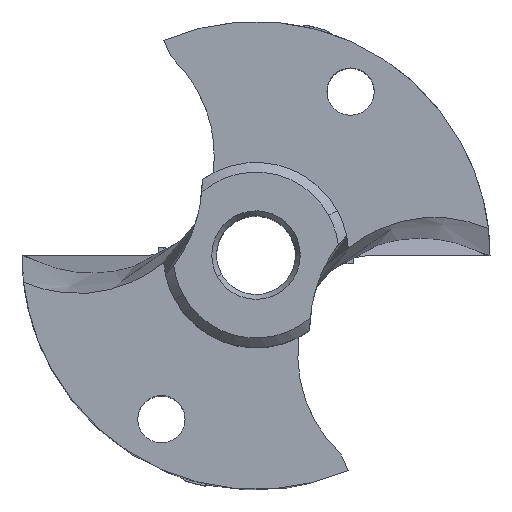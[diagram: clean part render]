
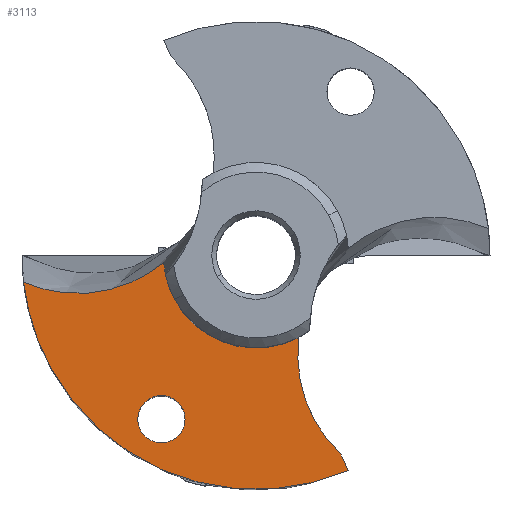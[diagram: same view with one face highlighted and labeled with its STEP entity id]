
A CAD part, top view. The second image highlights one B-rep face of the part: STEP entity #3113.
In plain terms, the highlighted planar face has unit normal (0, 0, 1).
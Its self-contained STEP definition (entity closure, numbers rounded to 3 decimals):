
#281=AXIS2_PLACEMENT_3D('Circle Axis2P3D',#279,#280,$) ;
#833=AXIS2_PLACEMENT_3D('Circle Axis2P3D',#831,#832,$) ;
#852=AXIS2_PLACEMENT_3D('Circle Axis2P3D',#850,#851,$) ;
#1307=AXIS2_PLACEMENT_3D('Circle Axis2P3D',#1305,#1306,$) ;
#1767=AXIS2_PLACEMENT_3D('Plane Axis2P3D',#1764,#1765,#1766) ;
#2932=AXIS2_PLACEMENT_3D('Circle Axis2P3D',#2930,#2931,$) ;
#3097=AXIS2_PLACEMENT_3D('Circle Axis2P3D',#3095,#3096,$) ;
#276=CARTESIAN_POINT('Vertex',(-21.281,-11.626,0.)) ;
#279=CARTESIAN_POINT('Axis2P3D Location',(0.,0.,0.)) ;
#283=CARTESIAN_POINT('Vertex',(-24.091,-2.77,0.)) ;
#458=CARTESIAN_POINT('Vertex',(8.781,-20.577,0.)) ;
#462=CARTESIAN_POINT('Control Point',(8.781,-20.577,0.)) ;
#463=CARTESIAN_POINT('Control Point',(8.94,-20.917,0.)) ;
#464=CARTESIAN_POINT('Control Point',(9.098,-21.258,0.)) ;
#465=CARTESIAN_POINT('Control Point',(9.257,-21.598,0.)) ;
#466=CARTESIAN_POINT('Control Point',(9.416,-21.939,0.)) ;
#467=CARTESIAN_POINT('Control Point',(9.575,-22.28,0.)) ;
#468=CARTESIAN_POINT('Vertex',(9.575,-22.28,0.)) ;
#623=CARTESIAN_POINT('Control Point',(-24.091,-2.77,0.)) ;
#624=CARTESIAN_POINT('Control Point',(-21.389,-3.958,0.)) ;
#625=CARTESIAN_POINT('Control Point',(-18.233,-4.492,0.)) ;
#626=CARTESIAN_POINT('Control Point',(-14.895,-4.045,0.)) ;
#627=CARTESIAN_POINT('Control Point',(-11.94,-2.681,0.)) ;
#628=CARTESIAN_POINT('Control Point',(-9.571,-0.742,0.)) ;
#629=CARTESIAN_POINT('Vertex',(-9.571,-0.742,0.)) ;
#828=CARTESIAN_POINT('Vertex',(-9.8,-14.524,0.)) ;
#831=CARTESIAN_POINT('Axis2P3D Location',(-9.8,-16.974,0.)) ;
#835=CARTESIAN_POINT('Vertex',(-9.8,-19.424,0.)) ;
#850=CARTESIAN_POINT('Axis2P3D Location',(-9.8,-16.974,0.)) ;
#964=CARTESIAN_POINT('Vertex',(4.447,-8.508,0.)) ;
#968=CARTESIAN_POINT('Control Point',(8.781,-20.577,0.)) ;
#969=CARTESIAN_POINT('Control Point',(6.879,-18.806,0.)) ;
#970=CARTESIAN_POINT('Control Point',(5.328,-16.532,0.)) ;
#971=CARTESIAN_POINT('Control Point',(4.373,-13.864,0.)) ;
#972=CARTESIAN_POINT('Control Point',(4.114,-11.116,0.)) ;
#973=CARTESIAN_POINT('Control Point',(4.447,-8.508,0.)) ;
#1302=CARTESIAN_POINT('Vertex',(-8.425,-4.602,0.)) ;
#1305=CARTESIAN_POINT('Axis2P3D Location',(0.,0.,0.)) ;
#1764=CARTESIAN_POINT('Axis2P3D Location',(24.25,0.,0.)) ;
#2930=CARTESIAN_POINT('Axis2P3D Location',(0.,0.,0.)) ;
#3095=CARTESIAN_POINT('Axis2P3D Location',(0.,0.,0.)) ;
#280=DIRECTION('Axis2P3D Direction',(0.,0.,1.)) ;
#832=DIRECTION('Axis2P3D Direction',(-0.,0.,-1.)) ;
#851=DIRECTION('Axis2P3D Direction',(-0.,0.,-1.)) ;
#1306=DIRECTION('Axis2P3D Direction',(0.,0.,1.)) ;
#1765=DIRECTION('Axis2P3D Direction',(0.,0.,1.)) ;
#1766=DIRECTION('Axis2P3D XDirection',(1.,0.,0.)) ;
#2931=DIRECTION('Axis2P3D Direction',(0.,0.,1.)) ;
#3096=DIRECTION('Axis2P3D Direction',(0.,0.,1.)) ;
#3101=ORIENTED_EDGE('',*,*,#974,.T.) ;
#3102=ORIENTED_EDGE('',*,*,#1309,.F.) ;
#3103=ORIENTED_EDGE('',*,*,#2934,.F.) ;
#3104=ORIENTED_EDGE('',*,*,#631,.F.) ;
#3105=ORIENTED_EDGE('',*,*,#285,.T.) ;
#3106=ORIENTED_EDGE('',*,*,#3099,.T.) ;
#3107=ORIENTED_EDGE('',*,*,#470,.F.) ;
#3110=ORIENTED_EDGE('',*,*,#837,.T.) ;
#3111=ORIENTED_EDGE('',*,*,#854,.T.) ;
#3112=FACE_BOUND('',#3109,.T.) ;
#3113=ADVANCED_FACE('NOCUT',(#3108,#3112),#1768,.T.) ;
#461=B_SPLINE_CURVE_WITH_KNOTS('',5,(#462,#463,#464,#465,#466,#467),.UNSPECIFIED.,.F.,.U.,(6,6),(2.205,4.084),.UNSPECIFIED.) ;
#622=B_SPLINE_CURVE_WITH_KNOTS('',5,(#623,#624,#625,#626,#627,#628),.UNSPECIFIED.,.F.,.U.,(6,6),(0.256,21.989),.UNSPECIFIED.) ;
#967=B_SPLINE_CURVE_WITH_KNOTS('',5,(#968,#969,#970,#971,#972,#973),.UNSPECIFIED.,.F.,.U.,(6,6),(4.59,23.253),.UNSPECIFIED.) ;
#282=CIRCLE('generated circle',#281,24.25) ;
#834=CIRCLE('generated circle',#833,2.45) ;
#853=CIRCLE('generated circle',#852,2.45) ;
#1308=CIRCLE('generated circle',#1307,9.6) ;
#2933=CIRCLE('generated circle',#2932,9.6) ;
#3098=CIRCLE('generated circle',#3097,24.25) ;
#285=EDGE_CURVE('',#284,#277,#282,.T.) ;
#470=EDGE_CURVE('',#459,#469,#461,.T.) ;
#631=EDGE_CURVE('',#284,#630,#622,.T.) ;
#837=EDGE_CURVE('',#836,#829,#834,.T.) ;
#854=EDGE_CURVE('',#829,#836,#853,.T.) ;
#974=EDGE_CURVE('',#459,#965,#967,.T.) ;
#1309=EDGE_CURVE('',#1303,#965,#1308,.T.) ;
#2934=EDGE_CURVE('',#630,#1303,#2933,.T.) ;
#3099=EDGE_CURVE('',#277,#469,#3098,.T.) ;
#3100=EDGE_LOOP('',(#3101,#3102,#3103,#3104,#3105,#3106,#3107)) ;
#3109=EDGE_LOOP('',(#3110,#3111)) ;
#3108=FACE_OUTER_BOUND('',#3100,.T.) ;
#1768=PLANE('',#1767) ;
#277=VERTEX_POINT('',#276) ;
#284=VERTEX_POINT('',#283) ;
#459=VERTEX_POINT('',#458) ;
#469=VERTEX_POINT('',#468) ;
#630=VERTEX_POINT('',#629) ;
#829=VERTEX_POINT('',#828) ;
#836=VERTEX_POINT('',#835) ;
#965=VERTEX_POINT('',#964) ;
#1303=VERTEX_POINT('',#1302) ;
